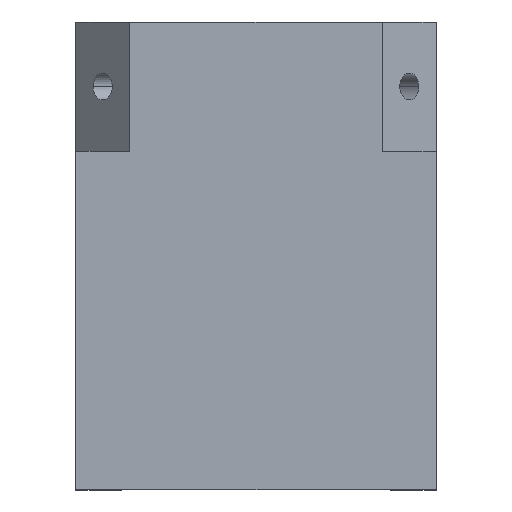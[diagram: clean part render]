
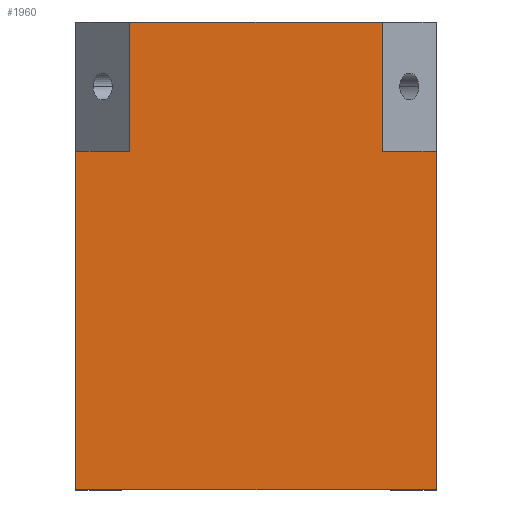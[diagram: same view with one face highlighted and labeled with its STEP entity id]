
A CAD part, left-side view. The second image highlights one B-rep face of the part: STEP entity #1960.
In plain terms, the highlighted planar face has unit normal (-1, 0, 0).
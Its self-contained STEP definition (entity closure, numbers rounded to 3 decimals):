
#45 = CARTESIAN_POINT ( 'NONE',  ( -16.75, 11.75, 23.75 ) ) ;
#49 = ORIENTED_EDGE ( 'NONE', *, *, #2160, .T. ) ;
#89 = CARTESIAN_POINT ( 'NONE',  ( -16.75, 16.75, -19.75 ) ) ;
#103 = VERTEX_POINT ( 'NONE', #554 ) ;
#123 = LINE ( 'NONE', #155, #1755 ) ;
#142 = VERTEX_POINT ( 'NONE', #2061 ) ;
#149 = PLANE ( 'NONE',  #2170 ) ;
#155 = CARTESIAN_POINT ( 'NONE',  ( -16.75, -11.75, 11.75 ) ) ;
#161 = VERTEX_POINT ( 'NONE', #1036 ) ;
#172 = EDGE_LOOP ( 'NONE', ( #581, #49, #2407, #2307, #616, #2304, #2302, #588 ) ) ;
#213 = VERTEX_POINT ( 'NONE', #2483 ) ;
#263 = VECTOR ( 'NONE', #2665, 1000. ) ;
#317 = VERTEX_POINT ( 'NONE', #2030 ) ;
#362 = VECTOR ( 'NONE', #591, 1000. ) ;
#514 = LINE ( 'NONE', #1321, #2692 ) ;
#517 = VECTOR ( 'NONE', #940, 1000. ) ;
#554 = CARTESIAN_POINT ( 'NONE',  ( -16.75, 16.75, -19.75 ) ) ;
#580 = LINE ( 'NONE', #89, #517 ) ;
#581 = ORIENTED_EDGE ( 'NONE', *, *, #1140, .T. ) ;
#588 = ORIENTED_EDGE ( 'NONE', *, *, #2443, .F. ) ;
#591 = DIRECTION ( 'NONE',  ( 0., 0., -1. ) ) ;
#616 = ORIENTED_EDGE ( 'NONE', *, *, #1573, .T. ) ;
#726 = CARTESIAN_POINT ( 'NONE',  ( -16.75, -16.75, 23.75 ) ) ;
#806 = CARTESIAN_POINT ( 'NONE',  ( -16.75, 16.75, 11.75 ) ) ;
#811 = EDGE_CURVE ( 'NONE', #1269, #2196, #2165, .T. ) ;
#837 = DIRECTION ( 'NONE',  ( 1., 0., 0. ) ) ;
#885 = CARTESIAN_POINT ( 'NONE',  ( -16.75, -16.75, 11.75 ) ) ;
#940 = DIRECTION ( 'NONE',  ( 0., -1., 0. ) ) ;
#1036 = CARTESIAN_POINT ( 'NONE',  ( -16.75, -16.75, 11.75 ) ) ;
#1044 = CARTESIAN_POINT ( 'NONE',  ( -16.75, -11.75, 23.75 ) ) ;
#1063 = DIRECTION ( 'NONE',  ( 0., 0., -1. ) ) ;
#1140 = EDGE_CURVE ( 'NONE', #1555, #103, #2065, .T. ) ;
#1269 = VERTEX_POINT ( 'NONE', #45 ) ;
#1321 = CARTESIAN_POINT ( 'NONE',  ( -16.75, 11.75, 11.75 ) ) ;
#1494 = DIRECTION ( 'NONE',  ( 0., 0., -1. ) ) ;
#1537 = DIRECTION ( 'NONE',  ( 0., -1., 0. ) ) ;
#1555 = VERTEX_POINT ( 'NONE', #806 ) ;
#1573 = EDGE_CURVE ( 'NONE', #213, #2196, #123, .T. ) ;
#1666 = CARTESIAN_POINT ( 'NONE',  ( -16.75, 11.75, 11.75 ) ) ;
#1676 = CARTESIAN_POINT ( 'NONE',  ( -16.75, 16.75, 23.75 ) ) ;
#1677 = EDGE_CURVE ( 'NONE', #161, #142, #2618, .T. ) ;
#1749 = EDGE_CURVE ( 'NONE', #213, #161, #2360, .T. ) ;
#1755 = VECTOR ( 'NONE', #1864, 1000. ) ;
#1782 = VECTOR ( 'NONE', #1922, 1000. ) ;
#1843 = CARTESIAN_POINT ( 'NONE',  ( -16.75, -16.75, 23.75 ) ) ;
#1864 = DIRECTION ( 'NONE',  ( 0., 0., 1. ) ) ;
#1916 = EDGE_CURVE ( 'NONE', #317, #1269, #2593, .T. ) ;
#1922 = DIRECTION ( 'NONE',  ( 0., -1., 0. ) ) ;
#1960 = ADVANCED_FACE ( 'NONE', ( #2661 ), #149, .F. ) ;
#1992 = DIRECTION ( 'NONE',  ( 0., -1., 0. ) ) ;
#2030 = CARTESIAN_POINT ( 'NONE',  ( -16.75, 11.75, 11.75 ) ) ;
#2061 = CARTESIAN_POINT ( 'NONE',  ( -16.75, -16.75, -19.75 ) ) ;
#2065 = LINE ( 'NONE', #1676, #2562 ) ;
#2160 = EDGE_CURVE ( 'NONE', #103, #142, #580, .T. ) ;
#2165 = LINE ( 'NONE', #726, #2653 ) ;
#2170 = AXIS2_PLACEMENT_3D ( 'NONE', #2268, #837, #1063 ) ;
#2196 = VERTEX_POINT ( 'NONE', #1044 ) ;
#2268 = CARTESIAN_POINT ( 'NONE',  ( -16.75, -16.75, 23.75 ) ) ;
#2302 = ORIENTED_EDGE ( 'NONE', *, *, #1916, .F. ) ;
#2304 = ORIENTED_EDGE ( 'NONE', *, *, #811, .F. ) ;
#2307 = ORIENTED_EDGE ( 'NONE', *, *, #1749, .F. ) ;
#2360 = LINE ( 'NONE', #885, #1782 ) ;
#2407 = ORIENTED_EDGE ( 'NONE', *, *, #1677, .F. ) ;
#2443 = EDGE_CURVE ( 'NONE', #1555, #317, #514, .T. ) ;
#2483 = CARTESIAN_POINT ( 'NONE',  ( -16.75, -11.75, 11.75 ) ) ;
#2562 = VECTOR ( 'NONE', #1494, 1000. ) ;
#2593 = LINE ( 'NONE', #1666, #263 ) ;
#2618 = LINE ( 'NONE', #1843, #362 ) ;
#2653 = VECTOR ( 'NONE', #1992, 1000. ) ;
#2661 = FACE_OUTER_BOUND ( 'NONE', #172, .T. ) ;
#2665 = DIRECTION ( 'NONE',  ( 0., 0., 1. ) ) ;
#2692 = VECTOR ( 'NONE', #1537, 1000. ) ;
